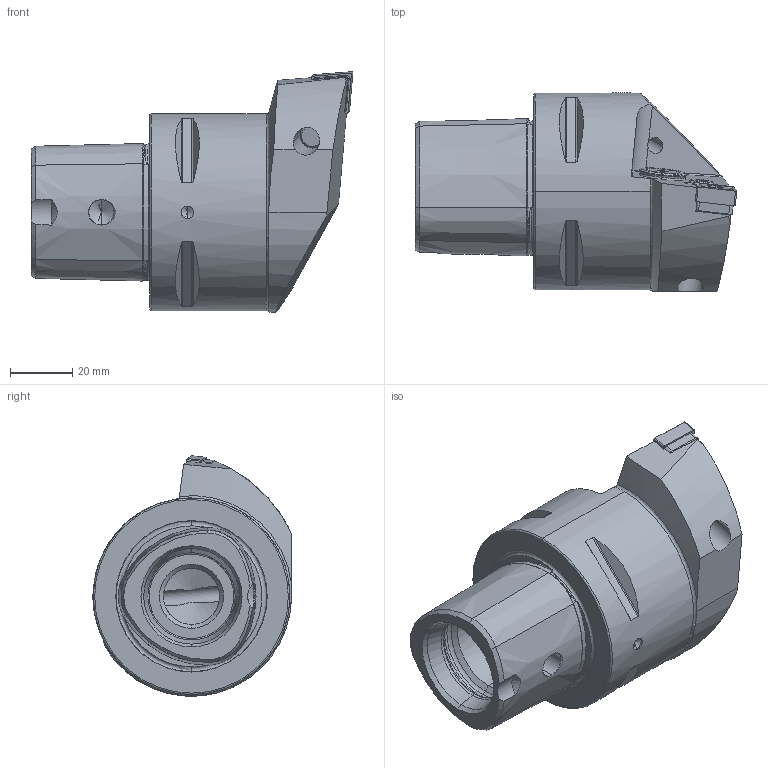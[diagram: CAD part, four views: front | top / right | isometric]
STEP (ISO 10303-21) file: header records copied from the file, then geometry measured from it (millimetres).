
FILE_DESCRIPTION (( 'STEP AP214' ), '1' );
FILE_NAME ('PS6.PCD.LLA.065-HP.STEP', '2020-09-11T11:33:06', ( '' ), ( '' ), 'SwSTEP 2.0', 'SolidWorks 2017', '' );
FILE_SCHEMA (( 'AUTOMOTIVE_DESIGN' ));
Length unit declared in the file: millimetre
Products named in the file (14): DIN 7991 - M5x15; WCD; WCD-ER3.101.000_A; CNMG120404; PS6-PCD.LLA.065-HP-B; WCD-ER2.101.003_A; CHP-ER1.008.014_A; DIN 3771 - 13x1; PS6.PCD.LLA.065-HP; CHP-ER1.015.006_A; CHP-ER1.015.006; WCD-ER4.101.017_A; WCD-ER1.101.000; ISO 8752 2x8
Assembly tree (13 placements, depth 3):
  PS6.PCD.LLA.065-HP
    PS6-PCD.LLA.065-HP-B
    WCD-ER2.101.003_A
    CNMG120404
    WCD
      WCD-ER4.101.017_A
      WCD-ER3.101.000_A
    ISO 8752 2x8
    WCD-ER1.101.000
    CHP-ER1.015.006
      CHP-ER1.015.006_A
      DIN 3771 - 13x1
      DIN 7991 - M5x15
    CHP-ER1.008.014_A
Bounding box: 103 x 63.68 x 77 mm (x, y, z)
Volume: 186989.2 mm3; surface area: 34331.5 mm2
Topology: 11 solids, 11 shells, 444 faces, 1075 edges, 640 vertices
Faces by surface type: cone 136, plane 133, cylinder 112, torus 51, bspline 12
Entity records: 14796 total; most frequent: CARTESIAN_POINT 3901, DIRECTION 2139, ORIENTED_EDGE 2106, EDGE_CURVE 1053, AXIS2_PLACEMENT_3D 844, VERTEX_POINT 640, EDGE_LOOP 473, LINE 451
